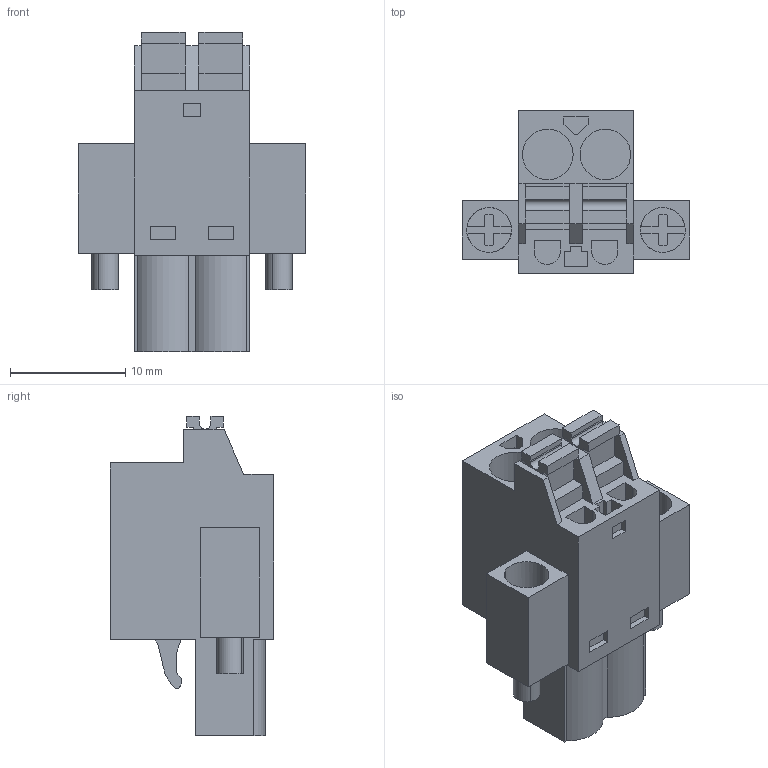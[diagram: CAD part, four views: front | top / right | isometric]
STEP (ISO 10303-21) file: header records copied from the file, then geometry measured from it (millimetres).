
FILE_DESCRIPTION(('CATIA V5 STEP Exchange','CAx-IF Rec.Pracs.--- Model Styling and Organization---1.2---2011-12-15'),'2;1');
FILE_NAME ('D1446706_0_1017240000_1017240000.stp','2017-04-27T10:39:05+00:00',('none'),('Weidmueller'),'CATIA Version 5-6 Release 2014','CATIA V5 STEP AP214','none');
FILE_SCHEMA(('AUTOMOTIVE_DESIGN { 1 0 10303 214 1 1 1 1 }'));
Length unit declared in the file: millimetre
Products named in the file (1): 1017240000
Bounding box: 19.8 x 14.2 x 27.73 mm (x, y, z)
Volume: 2949.9 mm3; surface area: 2457.7 mm2
Topology: 5 solids, 5 shells, 228 faces, 603 edges, 405 vertices
Faces by surface type: plane 186, cylinder 38, extrusion 4
Entity records: 7115 total; most frequent: CARTESIAN_POINT 1339, ORIENTED_EDGE 1206, DIRECTION 985, EDGE_CURVE 603, VECTOR 516, LINE 512, VERTEX_POINT 405, AXIS2_PLACEMENT_3D 274
